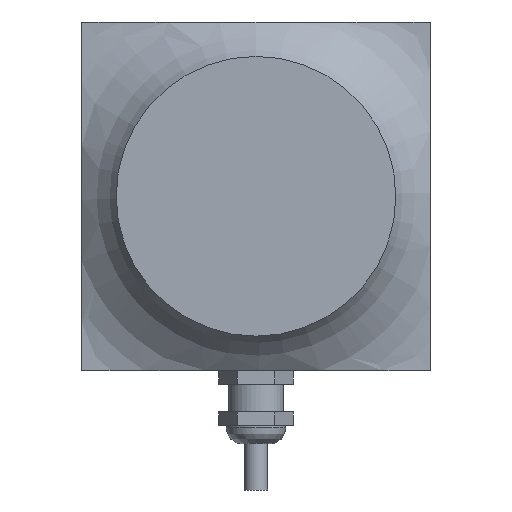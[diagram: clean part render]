
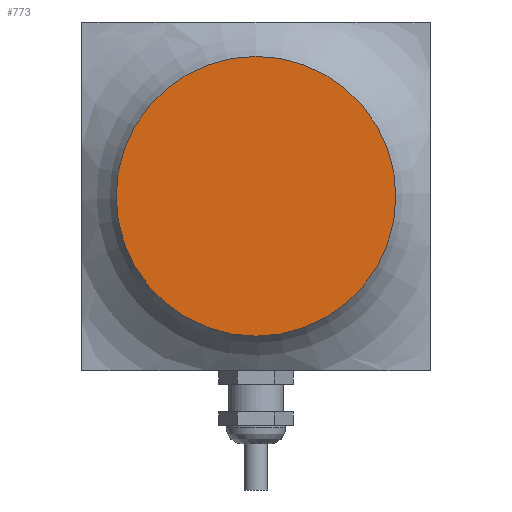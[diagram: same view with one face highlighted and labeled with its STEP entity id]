
A CAD part, left-side view. The second image highlights one B-rep face of the part: STEP entity #773.
In plain terms, the highlighted planar face has unit normal (-1, 0, 0).
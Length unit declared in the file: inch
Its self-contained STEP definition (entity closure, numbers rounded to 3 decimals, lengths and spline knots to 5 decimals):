
#76=PLANE('',#872);
#124=FACE_OUTER_BOUND('',#183,.T.);
#183=EDGE_LOOP('',(#709));
#326=CIRCLE('',#857,1.2);
#393=VERTEX_POINT('',#1388);
#488=EDGE_CURVE('',#393,#393,#326,.T.);
#709=ORIENTED_EDGE('',*,*,#488,.T.);
#773=ADVANCED_FACE('',(#124),#76,.T.);
#857=AXIS2_PLACEMENT_3D('',#1389,#1063,#1064);
#872=AXIS2_PLACEMENT_3D('',#1556,#1097,#1098);
#1063=DIRECTION('center_axis',(-1.,0.,0.));
#1064=DIRECTION('ref_axis',(0.,1.,0.));
#1097=DIRECTION('center_axis',(-1.,0.,0.));
#1098=DIRECTION('ref_axis',(0.,0.,1.));
#1388=CARTESIAN_POINT('',(-5.125,-1.2,0.));
#1389=CARTESIAN_POINT('Origin',(-5.125,0.,0.));
#1556=CARTESIAN_POINT('Origin',(-5.125,0.,0.));
